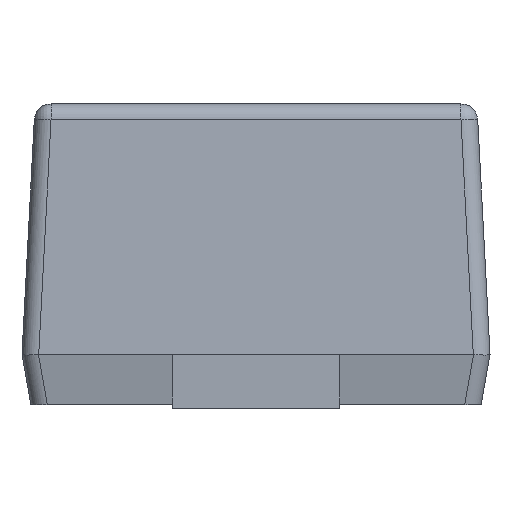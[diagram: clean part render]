
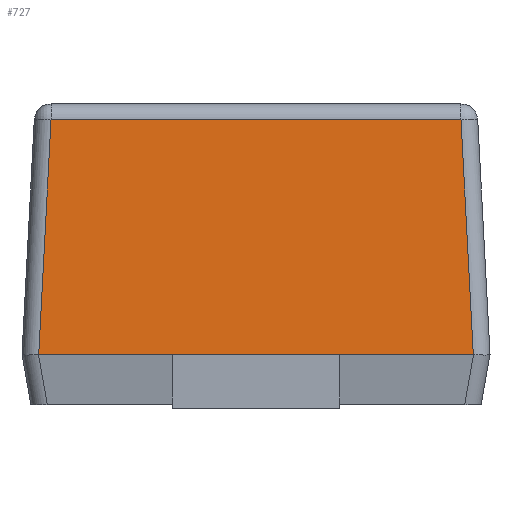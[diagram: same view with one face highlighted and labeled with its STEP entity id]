
A CAD part, left-side view. The second image highlights one B-rep face of the part: STEP entity #727.
In plain terms, the highlighted planar face has unit normal (-0.999, 0, 0.052).
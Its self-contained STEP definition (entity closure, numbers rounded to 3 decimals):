
#7 = CARTESIAN_POINT ( 'NONE',  ( -1.146, 0.646, 0.07 ) ) ;
#451 = FACE_OUTER_BOUND ( 'NONE', #2693, .T. ) ;
#727 = ADVANCED_FACE ( 'NONE', ( #451 ), #3966, .T. ) ;
#755 = EDGE_CURVE ( 'NONE', #4360, #1289, #4356, .T. ) ;
#906 = CARTESIAN_POINT ( 'NONE',  ( -1.15, -0.7, 0. ) ) ;
#1007 = EDGE_CURVE ( 'NONE', #1289, #3708, #2871, .T. ) ;
#1039 = EDGE_CURVE ( 'NONE', #3708, #5129, #2104, .T. ) ;
#1138 = CARTESIAN_POINT ( 'NONE',  ( -1.15, -0.65, 0. ) ) ;
#1289 = VERTEX_POINT ( 'NONE', #3639 ) ;
#1573 = DIRECTION ( 'NONE',  ( -0.052, 0.052, -0.997 ) ) ;
#1576 = ORIENTED_EDGE ( 'NONE', *, *, #755, .T. ) ;
#1730 = CARTESIAN_POINT ( 'NONE',  ( -1.113, 0.661, 0.703 ) ) ;
#1747 = AXIS2_PLACEMENT_3D ( 'NONE', #2332, #4719, #4327 ) ;
#2104 = LINE ( 'NONE', #2931, #4179 ) ;
#2196 = EDGE_CURVE ( 'NONE', #5129, #4360, #4100, .T. ) ;
#2291 = CARTESIAN_POINT ( 'NONE',  ( -1.113, 0.613, 0.703 ) ) ;
#2332 = CARTESIAN_POINT ( 'NONE',  ( -1.15, -0.7, 0. ) ) ;
#2338 = VECTOR ( 'NONE', #1573, 1000. ) ;
#2549 = VECTOR ( 'NONE', #2551, 1000. ) ;
#2551 = DIRECTION ( 'NONE',  ( 0., 1., 0. ) ) ;
#2678 = ORIENTED_EDGE ( 'NONE', *, *, #1007, .T. ) ;
#2693 = EDGE_LOOP ( 'NONE', ( #2678, #3084, #4374, #1576 ) ) ;
#2871 = LINE ( 'NONE', #906, #4006 ) ;
#2931 = CARTESIAN_POINT ( 'NONE',  ( -1.15, -0.65, -0.003 ) ) ;
#3084 = ORIENTED_EDGE ( 'NONE', *, *, #1039, .T. ) ;
#3361 = DIRECTION ( 'NONE',  ( 0.052, 0.052, 0.997 ) ) ;
#3459 = CARTESIAN_POINT ( 'NONE',  ( -1.113, -0.613, 0.703 ) ) ;
#3639 = CARTESIAN_POINT ( 'NONE',  ( -1.15, 0.65, 0. ) ) ;
#3708 = VERTEX_POINT ( 'NONE', #1138 ) ;
#3966 = PLANE ( 'NONE',  #1747 ) ;
#4006 = VECTOR ( 'NONE', #4498, 1000. ) ;
#4100 = LINE ( 'NONE', #1730, #2549 ) ;
#4179 = VECTOR ( 'NONE', #3361, 1000. ) ;
#4327 = DIRECTION ( 'NONE',  ( 0.052, 0., 0.999 ) ) ;
#4356 = LINE ( 'NONE', #7, #2338 ) ;
#4360 = VERTEX_POINT ( 'NONE', #2291 ) ;
#4374 = ORIENTED_EDGE ( 'NONE', *, *, #2196, .T. ) ;
#4498 = DIRECTION ( 'NONE',  ( 0., -1., 0. ) ) ;
#4719 = DIRECTION ( 'NONE',  ( -0.999, 0., 0.052 ) ) ;
#5129 = VERTEX_POINT ( 'NONE', #3459 ) ;
